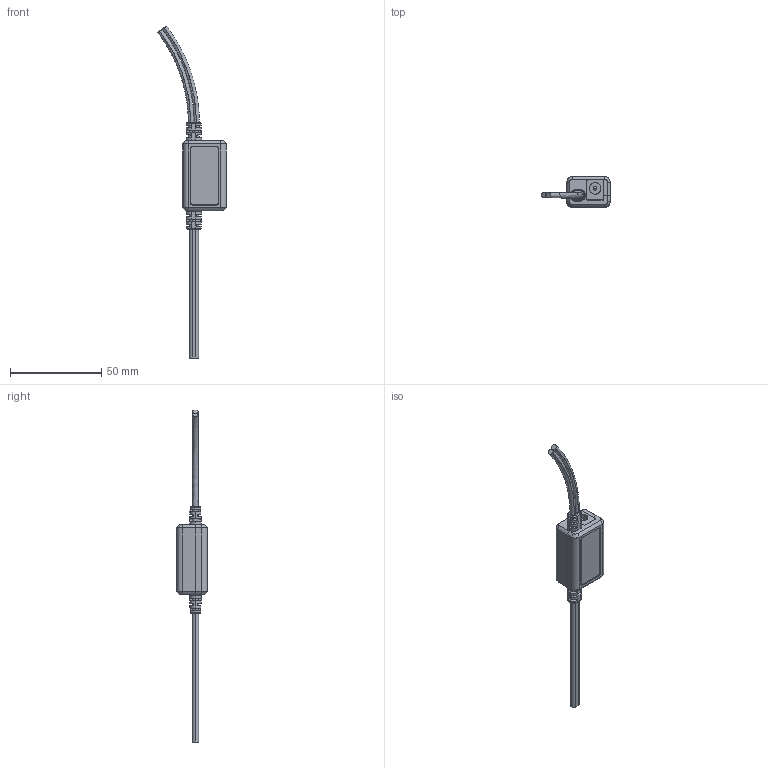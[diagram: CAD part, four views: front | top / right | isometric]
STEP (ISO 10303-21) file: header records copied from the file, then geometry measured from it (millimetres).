
FILE_DESCRIPTION(/* description */ (''),/* implementation_level */ '2;1');
FILE_NAME(/* name */ 'Confluence Module.stp',/* time_stamp */ '2017-09-08T17:49:07-07:00',/* author */ (''),/* organization */ (''),/* preprocessor_version */ 'ST-DEVELOPER v16',/* originating_system */ 'SIEMENS PLM Software NX 10.0',/* authorisation */ '');
FILE_SCHEMA (('AUTOMOTIVE_DESIGN { 1 0 10303 214 3 1 1 1 }'));
Products named in the file (12): Cable_29843; SR ¤U»__23631; SR ¤W»__17615; 2.5mm jack^Confluence Module_5087; Power jack^Confluence Module_4277; CAPC1608X55N_EIA_0603_3695; Extruded_3_2851; RESC1005X38N_EIA_0402_2653; Extruded_2_1813; Extruded_1639; Board_1465; USB¦q+++-¦+_igs
Assembly tree (18 placements, depth 2):
  USB¦q+++-¦+_igs
    Board_1465
    Extruded_1639
    Extruded_2_1813
    RESC1005X38N_EIA_0402_2653  x7
    Extruded_3_2851  x2
    CAPC1608X55N_EIA_0603_3695
    Power jack^Confluence Module_4277
    2.5mm jack^Confluence Module_5087
    SR ¤W»__17615
    SR ¤U»__23631
    Cable_29843
Bounding box: 37.76 x 16.8 x 182.15 mm (x, y, z)
Surface area: 13667.2 mm2 (no closed solid volume)
Topology: 0 solids, 1030 shells, 1030 faces, 5038 edges, 5034 vertices
Faces by surface type: plane 469, cylinder 330, bspline 187, cone 42, sphere 2
Entity records: 55848 total; most frequent: CARTESIAN_POINT 18636, DIRECTION 4712, ORIENTED_EDGE 4434, VERTEX_POINT 4434, EDGE_CURVE 4434, LINE 2068, VECTOR 2068, B_SPLINE_CURVE_WITH_KNOTS 1575
